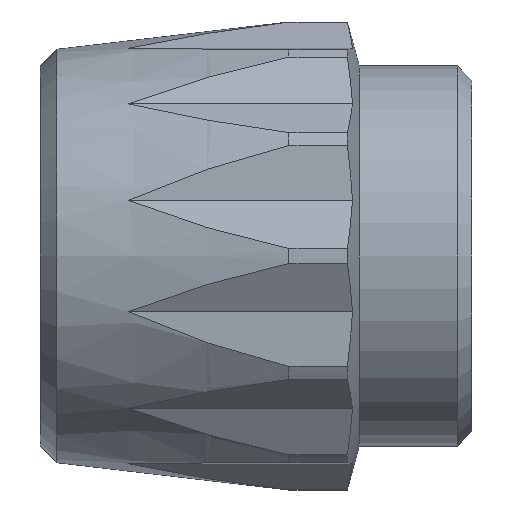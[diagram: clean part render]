
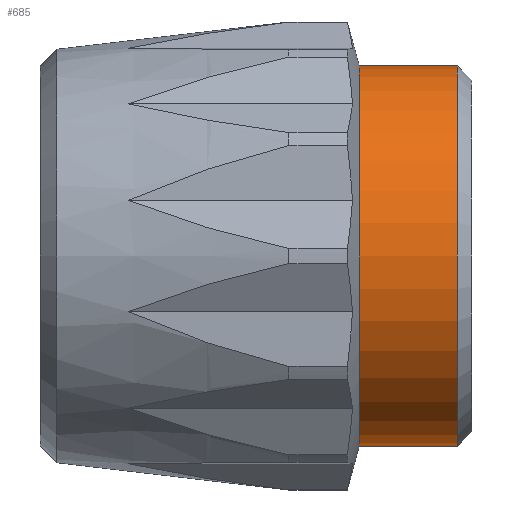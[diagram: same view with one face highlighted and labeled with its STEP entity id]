
A CAD part, left-side view. The second image highlights one B-rep face of the part: STEP entity #685.
In plain terms, the highlighted cylindrical face has radius 13 mm (diameter 26 mm), a partial arc.
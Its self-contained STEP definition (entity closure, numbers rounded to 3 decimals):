
#167 = CARTESIAN_POINT ( 'NONE',  ( 0., 1., -13. ) ) ;
#192 = VERTEX_POINT ( 'NONE', #2688 ) ;
#203 = CIRCLE ( 'NONE', #1774, 13. ) ;
#349 = DIRECTION ( 'NONE',  ( 0., 1., 0. ) ) ;
#357 = AXIS2_PLACEMENT_3D ( 'NONE', #2121, #450, #941 ) ;
#385 = CARTESIAN_POINT ( 'NONE',  ( 0., 27., -13. ) ) ;
#396 = LINE ( 'NONE', #810, #2178 ) ;
#450 = DIRECTION ( 'NONE',  ( 0., -1., 0. ) ) ;
#518 = ORIENTED_EDGE ( 'NONE', *, *, #1791, .T. ) ;
#558 = VERTEX_POINT ( 'NONE', #167 ) ;
#605 = CARTESIAN_POINT ( 'NONE',  ( 0., 7.7, 0. ) ) ;
#610 = VECTOR ( 'NONE', #1590, 1000. ) ;
#685 = ADVANCED_FACE ( 'NONE', ( #2606 ), #1920, .T. ) ;
#810 = CARTESIAN_POINT ( 'NONE',  ( 0., 27., 13. ) ) ;
#890 = EDGE_CURVE ( 'NONE', #1898, #192, #396, .T. ) ;
#941 = DIRECTION ( 'NONE',  ( 0., 0., -1. ) ) ;
#1191 = EDGE_CURVE ( 'NONE', #1898, #2184, #2297, .T. ) ;
#1437 = ORIENTED_EDGE ( 'NONE', *, *, #1596, .T. ) ;
#1521 = CARTESIAN_POINT ( 'NONE',  ( 0., 1., 0. ) ) ;
#1590 = DIRECTION ( 'NONE',  ( 0., -1., 0. ) ) ;
#1596 = EDGE_CURVE ( 'NONE', #558, #192, #203, .T. ) ;
#1774 = AXIS2_PLACEMENT_3D ( 'NONE', #1521, #349, #2494 ) ;
#1791 = EDGE_CURVE ( 'NONE', #2184, #558, #3050, .T. ) ;
#1898 = VERTEX_POINT ( 'NONE', #2341 ) ;
#1920 = CYLINDRICAL_SURFACE ( 'NONE', #357, 13. ) ;
#2121 = CARTESIAN_POINT ( 'NONE',  ( 0., 27., 0. ) ) ;
#2178 = VECTOR ( 'NONE', #2260, 1000. ) ;
#2184 = VERTEX_POINT ( 'NONE', #2189 ) ;
#2189 = CARTESIAN_POINT ( 'NONE',  ( 0., 7.7, -13. ) ) ;
#2260 = DIRECTION ( 'NONE',  ( 0., -1., 0. ) ) ;
#2297 = CIRCLE ( 'NONE', #2749, 13. ) ;
#2317 = EDGE_LOOP ( 'NONE', ( #2988, #2842, #518, #1437 ) ) ;
#2341 = CARTESIAN_POINT ( 'NONE',  ( 0., 7.7, 13. ) ) ;
#2494 = DIRECTION ( 'NONE',  ( 0., 0., 1. ) ) ;
#2544 = DIRECTION ( 'NONE',  ( 0., 0., -1. ) ) ;
#2606 = FACE_OUTER_BOUND ( 'NONE', #2317, .T. ) ;
#2688 = CARTESIAN_POINT ( 'NONE',  ( 0., 1., 13. ) ) ;
#2749 = AXIS2_PLACEMENT_3D ( 'NONE', #605, #3022, #2544 ) ;
#2842 = ORIENTED_EDGE ( 'NONE', *, *, #1191, .T. ) ;
#2988 = ORIENTED_EDGE ( 'NONE', *, *, #890, .F. ) ;
#3022 = DIRECTION ( 'NONE',  ( 0., -1., 0. ) ) ;
#3050 = LINE ( 'NONE', #385, #610 ) ;
